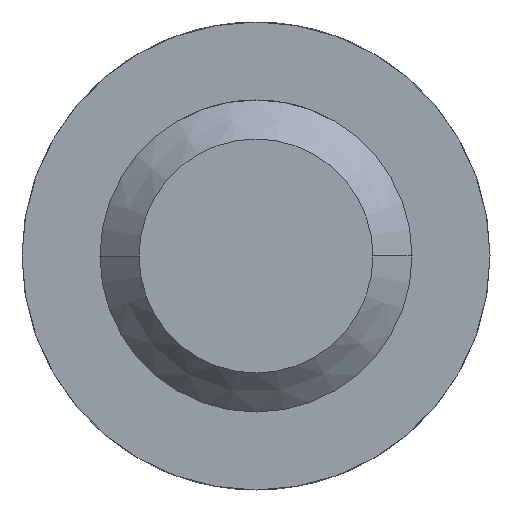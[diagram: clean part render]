
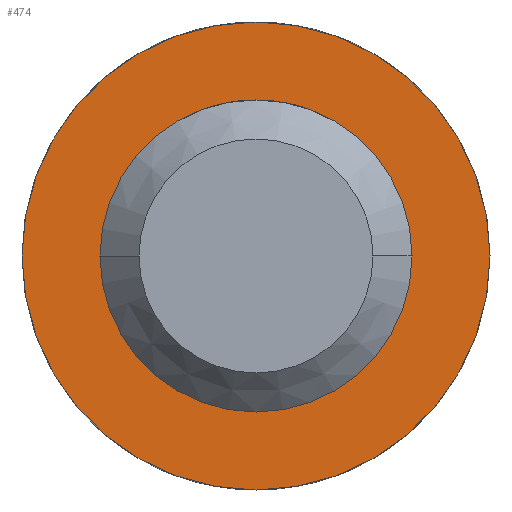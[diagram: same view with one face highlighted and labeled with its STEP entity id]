
A CAD part, left-side view. The second image highlights one B-rep face of the part: STEP entity #474.
In plain terms, the highlighted planar face has unit normal (-1, 0, 0).
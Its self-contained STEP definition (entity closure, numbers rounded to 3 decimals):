
#55 = DIRECTION ( 'NONE',  ( 0., 1., 0. ) ) ;
#59 = ORIENTED_EDGE ( 'NONE', *, *, #127, .F. ) ;
#67 = FACE_OUTER_BOUND ( 'NONE', #639, .T. ) ;
#79 = CARTESIAN_POINT ( 'NONE',  ( -21.5, 0., 0. ) ) ;
#106 = FACE_BOUND ( 'NONE', #392, .T. ) ;
#115 = DIRECTION ( 'NONE',  ( 1., 0., 0. ) ) ;
#127 = EDGE_CURVE ( 'NONE', #182, #131, #316, .T. ) ;
#131 = VERTEX_POINT ( 'NONE', #883 ) ;
#181 = VERTEX_POINT ( 'NONE', #497 ) ;
#182 = VERTEX_POINT ( 'NONE', #235 ) ;
#212 = DIRECTION ( 'NONE',  ( -1., 0., 0. ) ) ;
#233 = CARTESIAN_POINT ( 'NONE',  ( -21.5, -4., 0. ) ) ;
#235 = CARTESIAN_POINT ( 'NONE',  ( -21.5, -6., 0. ) ) ;
#316 = CIRCLE ( 'NONE', #751, 6. ) ;
#321 = AXIS2_PLACEMENT_3D ( 'NONE', #79, #641, #575 ) ;
#392 = EDGE_LOOP ( 'NONE', ( #855, #536 ) ) ;
#397 = PLANE ( 'NONE',  #510 ) ;
#428 = DIRECTION ( 'NONE',  ( 0., 1., 0. ) ) ;
#465 = CARTESIAN_POINT ( 'NONE',  ( -21.5, 0., 0. ) ) ;
#474 = ADVANCED_FACE ( 'NONE', ( #106, #67 ), #397, .T. ) ;
#477 = CIRCLE ( 'NONE', #805, 4. ) ;
#497 = CARTESIAN_POINT ( 'NONE',  ( -21.5, 4., 0. ) ) ;
#510 = AXIS2_PLACEMENT_3D ( 'NONE', #674, #212, #838 ) ;
#512 = ORIENTED_EDGE ( 'NONE', *, *, #698, .F. ) ;
#530 = CARTESIAN_POINT ( 'NONE',  ( -21.5, 0., 0. ) ) ;
#536 = ORIENTED_EDGE ( 'NONE', *, *, #816, .T. ) ;
#539 = DIRECTION ( 'NONE',  ( 1., 0., 0. ) ) ;
#575 = DIRECTION ( 'NONE',  ( 0., 1., 0. ) ) ;
#593 = EDGE_CURVE ( 'NONE', #181, #706, #874, .T. ) ;
#639 = EDGE_LOOP ( 'NONE', ( #512, #59 ) ) ;
#641 = DIRECTION ( 'NONE',  ( 1., 0., 0. ) ) ;
#664 = DIRECTION ( 'NONE',  ( 0., 1., 0. ) ) ;
#674 = CARTESIAN_POINT ( 'NONE',  ( -21.5, 4., 0. ) ) ;
#698 = EDGE_CURVE ( 'NONE', #131, #182, #830, .T. ) ;
#706 = VERTEX_POINT ( 'NONE', #233 ) ;
#751 = AXIS2_PLACEMENT_3D ( 'NONE', #837, #894, #428 ) ;
#805 = AXIS2_PLACEMENT_3D ( 'NONE', #530, #115, #664 ) ;
#816 = EDGE_CURVE ( 'NONE', #706, #181, #477, .T. ) ;
#830 = CIRCLE ( 'NONE', #321, 6. ) ;
#837 = CARTESIAN_POINT ( 'NONE',  ( -21.5, 0., 0. ) ) ;
#838 = DIRECTION ( 'NONE',  ( 0., -1., 0. ) ) ;
#850 = AXIS2_PLACEMENT_3D ( 'NONE', #465, #539, #55 ) ;
#855 = ORIENTED_EDGE ( 'NONE', *, *, #593, .T. ) ;
#874 = CIRCLE ( 'NONE', #850, 4. ) ;
#883 = CARTESIAN_POINT ( 'NONE',  ( -21.5, 6., 0. ) ) ;
#894 = DIRECTION ( 'NONE',  ( 1., 0., 0. ) ) ;
